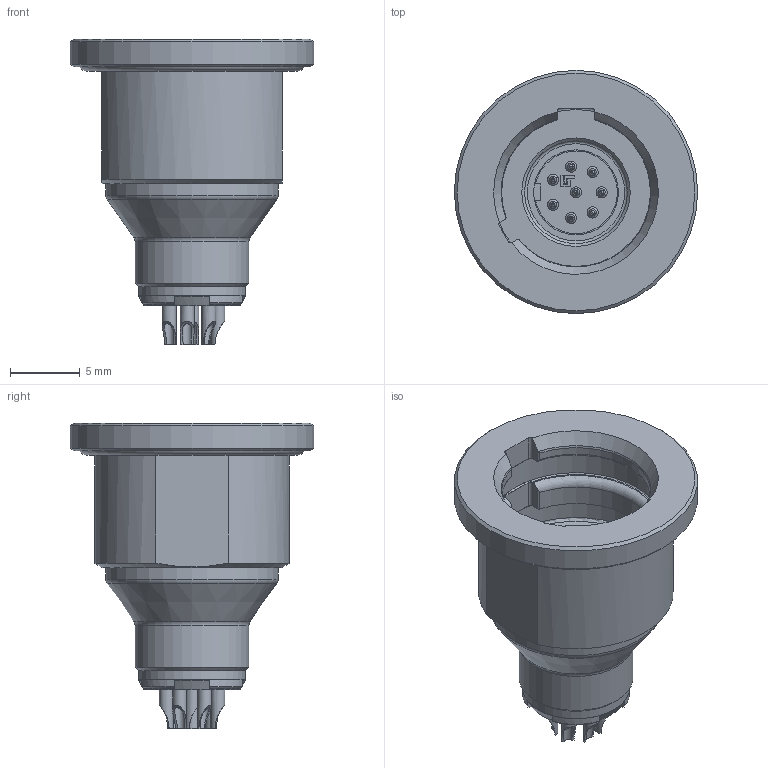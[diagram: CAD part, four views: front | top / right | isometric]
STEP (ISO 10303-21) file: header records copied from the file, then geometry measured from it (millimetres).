
FILE_DESCRIPTION(/* description */ (''),/* implementation_level */ '2;1');
FILE_NAME(/* name */ '06_4303_0005_001_00.stp',/* time_stamp */ '2014-08-29T07:18:33+02:00',/* author */ (''),/* organization */ (''),/* preprocessor_version */ 'ST-DEVELOPER v14',/* originating_system */ 'SIEMENS PLM Software NX 8.0',/* authorisation */ '');
FILE_SCHEMA (('AUTOMOTIVE_DESIGN { 1 0 10303 214 3 1 1 1 }'));
Length unit declared in the file: millimetre
Products named in the file (1): sach0DA4EC371y4b
Bounding box: 17.5 x 17.5 x 22 mm (x, y, z)
Volume: 1240.7 mm3; surface area: 2179.4 mm2
Topology: 3 solids, 3 shells, 245 faces, 612 edges, 393 vertices
Faces by surface type: plane 89, cylinder 72, cone 40, torus 24, bspline 20
Full cylindrical faces by diameter (mm): 0.5 x8, 0.7 x8, 1 x8, 6.1 x1, 7.4 x3, 7.7 x2, 8.2 x1, 9.1 x1, 9.5 x1, 12.3 x2, 12.4 x1, 14 x1, 16.4 x1, 17.5 x1
Entity records: 7652 total; most frequent: CARTESIAN_POINT 2521, DIRECTION 1058, ORIENTED_EDGE 926, EDGE_CURVE 463, AXIS2_PLACEMENT_3D 447, EDGE_LOOP 362, VERTEX_POINT 345, ADVANCED_FACE 245
